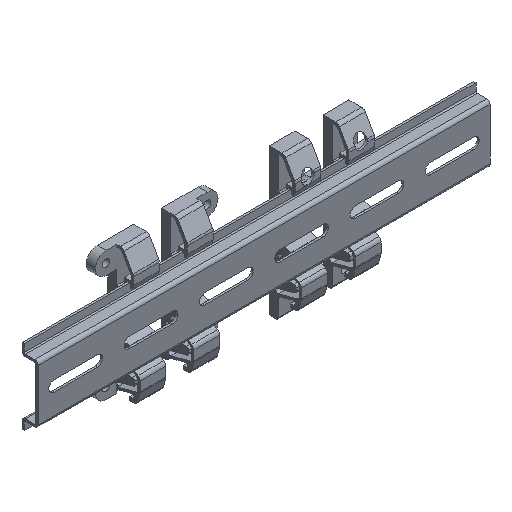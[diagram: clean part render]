
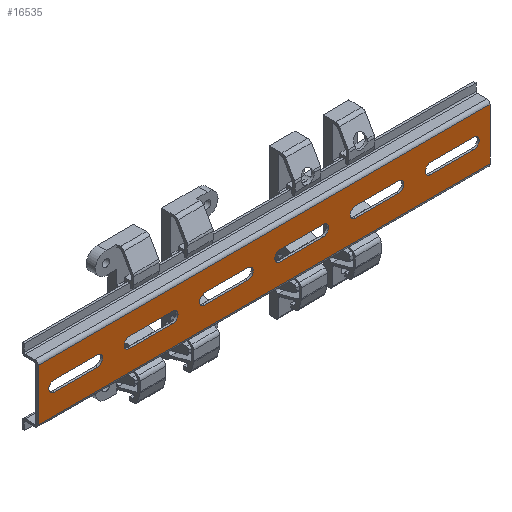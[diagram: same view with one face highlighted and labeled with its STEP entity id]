
A CAD part, isometric view. The second image highlights one B-rep face of the part: STEP entity #16535.
In plain terms, the highlighted face is planar.
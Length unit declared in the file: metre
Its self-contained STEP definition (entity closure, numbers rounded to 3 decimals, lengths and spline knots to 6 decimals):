
#1373=CIRCLE('',#17472,0.0025);
#1374=CIRCLE('',#17473,0.0025);
#1375=CIRCLE('',#17474,0.0025);
#1376=CIRCLE('',#17475,0.0025);
#1377=CIRCLE('',#17476,0.0025);
#1378=CIRCLE('',#17477,0.0025);
#1379=CIRCLE('',#17478,0.0025);
#1380=CIRCLE('',#17479,0.0025);
#1381=CIRCLE('',#17480,0.0025);
#1382=CIRCLE('',#17481,0.0025);
#1383=CIRCLE('',#17482,0.0025);
#1384=CIRCLE('',#17483,0.0025);
#4909=ORIENTED_EDGE('',*,*,#8305,.T.);
#4910=ORIENTED_EDGE('',*,*,#8306,.F.);
#4911=ORIENTED_EDGE('',*,*,#8307,.F.);
#4912=ORIENTED_EDGE('',*,*,#8308,.T.);
#4913=ORIENTED_EDGE('',*,*,#8309,.F.);
#4914=ORIENTED_EDGE('',*,*,#8310,.F.);
#4915=ORIENTED_EDGE('',*,*,#8311,.T.);
#4916=ORIENTED_EDGE('',*,*,#8312,.T.);
#4917=ORIENTED_EDGE('',*,*,#8313,.F.);
#4918=ORIENTED_EDGE('',*,*,#8314,.F.);
#4919=ORIENTED_EDGE('',*,*,#8315,.T.);
#4920=ORIENTED_EDGE('',*,*,#8316,.T.);
#4921=ORIENTED_EDGE('',*,*,#8317,.F.);
#4922=ORIENTED_EDGE('',*,*,#8318,.F.);
#4923=ORIENTED_EDGE('',*,*,#8319,.T.);
#4924=ORIENTED_EDGE('',*,*,#8320,.T.);
#4925=ORIENTED_EDGE('',*,*,#8321,.F.);
#4926=ORIENTED_EDGE('',*,*,#8322,.F.);
#4927=ORIENTED_EDGE('',*,*,#8323,.T.);
#4928=ORIENTED_EDGE('',*,*,#8324,.T.);
#4929=ORIENTED_EDGE('',*,*,#8325,.F.);
#4930=ORIENTED_EDGE('',*,*,#8326,.F.);
#4931=ORIENTED_EDGE('',*,*,#8327,.T.);
#4932=ORIENTED_EDGE('',*,*,#8328,.T.);
#4933=ORIENTED_EDGE('',*,*,#8329,.T.);
#4934=ORIENTED_EDGE('',*,*,#8330,.F.);
#4935=ORIENTED_EDGE('',*,*,#8331,.F.);
#4936=ORIENTED_EDGE('',*,*,#8332,.T.);
#8305=EDGE_CURVE('',#10367,#10368,#11920,.T.);
#8306=EDGE_CURVE('',#10369,#10368,#11921,.T.);
#8307=EDGE_CURVE('',#10370,#10369,#11922,.T.);
#8308=EDGE_CURVE('',#10370,#10367,#11923,.T.);
#8309=EDGE_CURVE('',#10371,#10372,#11924,.T.);
#8310=EDGE_CURVE('',#10373,#10371,#1373,.T.);
#8311=EDGE_CURVE('',#10373,#10374,#11925,.T.);
#8312=EDGE_CURVE('',#10374,#10372,#1374,.T.);
#8313=EDGE_CURVE('',#10375,#10376,#11926,.T.);
#8314=EDGE_CURVE('',#10377,#10375,#1375,.T.);
#8315=EDGE_CURVE('',#10377,#10378,#11927,.T.);
#8316=EDGE_CURVE('',#10378,#10376,#1376,.T.);
#8317=EDGE_CURVE('',#10379,#10380,#11928,.T.);
#8318=EDGE_CURVE('',#10381,#10379,#1377,.T.);
#8319=EDGE_CURVE('',#10381,#10382,#11929,.T.);
#8320=EDGE_CURVE('',#10382,#10380,#1378,.T.);
#8321=EDGE_CURVE('',#10383,#10384,#11930,.T.);
#8322=EDGE_CURVE('',#10385,#10383,#1379,.T.);
#8323=EDGE_CURVE('',#10385,#10386,#11931,.T.);
#8324=EDGE_CURVE('',#10386,#10384,#1380,.T.);
#8325=EDGE_CURVE('',#10387,#10388,#11932,.T.);
#8326=EDGE_CURVE('',#10389,#10387,#1381,.T.);
#8327=EDGE_CURVE('',#10389,#10390,#11933,.T.);
#8328=EDGE_CURVE('',#10390,#10388,#1382,.T.);
#8329=EDGE_CURVE('',#10391,#10392,#1383,.T.);
#8330=EDGE_CURVE('',#10393,#10392,#11934,.T.);
#8331=EDGE_CURVE('',#10394,#10393,#1384,.T.);
#8332=EDGE_CURVE('',#10394,#10391,#11935,.T.);
#10367=VERTEX_POINT('',#26821);
#10368=VERTEX_POINT('',#26822);
#10369=VERTEX_POINT('',#26824);
#10370=VERTEX_POINT('',#26826);
#10371=VERTEX_POINT('',#26829);
#10372=VERTEX_POINT('',#26830);
#10373=VERTEX_POINT('',#26832);
#10374=VERTEX_POINT('',#26834);
#10375=VERTEX_POINT('',#26837);
#10376=VERTEX_POINT('',#26838);
#10377=VERTEX_POINT('',#26840);
#10378=VERTEX_POINT('',#26842);
#10379=VERTEX_POINT('',#26845);
#10380=VERTEX_POINT('',#26846);
#10381=VERTEX_POINT('',#26848);
#10382=VERTEX_POINT('',#26850);
#10383=VERTEX_POINT('',#26853);
#10384=VERTEX_POINT('',#26854);
#10385=VERTEX_POINT('',#26856);
#10386=VERTEX_POINT('',#26858);
#10387=VERTEX_POINT('',#26861);
#10388=VERTEX_POINT('',#26862);
#10389=VERTEX_POINT('',#26864);
#10390=VERTEX_POINT('',#26866);
#10391=VERTEX_POINT('',#26869);
#10392=VERTEX_POINT('',#26870);
#10393=VERTEX_POINT('',#26872);
#10394=VERTEX_POINT('',#26874);
#11920=LINE('',#26820,#13410);
#11921=LINE('',#26823,#13411);
#11922=LINE('',#26825,#13412);
#11923=LINE('',#26827,#13413);
#11924=LINE('',#26828,#13414);
#11925=LINE('',#26833,#13415);
#11926=LINE('',#26836,#13416);
#11927=LINE('',#26841,#13417);
#11928=LINE('',#26844,#13418);
#11929=LINE('',#26849,#13419);
#11930=LINE('',#26852,#13420);
#11931=LINE('',#26857,#13421);
#11932=LINE('',#26860,#13422);
#11933=LINE('',#26865,#13423);
#11934=LINE('',#26871,#13424);
#11935=LINE('',#26875,#13425);
#13410=VECTOR('',#19990,1.);
#13411=VECTOR('',#19991,1.);
#13412=VECTOR('',#19992,1.);
#13413=VECTOR('',#19993,1.);
#13414=VECTOR('',#19994,1.);
#13415=VECTOR('',#19997,1.);
#13416=VECTOR('',#20000,1.);
#13417=VECTOR('',#20003,1.);
#13418=VECTOR('',#20006,1.);
#13419=VECTOR('',#20009,1.);
#13420=VECTOR('',#20012,1.);
#13421=VECTOR('',#20015,1.);
#13422=VECTOR('',#20018,1.);
#13423=VECTOR('',#20021,1.);
#13424=VECTOR('',#20026,1.);
#13425=VECTOR('',#20029,1.);
#14474=EDGE_LOOP('',(#4909,#4910,#4911,#4912));
#14475=EDGE_LOOP('',(#4913,#4914,#4915,#4916));
#14476=EDGE_LOOP('',(#4917,#4918,#4919,#4920));
#14477=EDGE_LOOP('',(#4921,#4922,#4923,#4924));
#14478=EDGE_LOOP('',(#4925,#4926,#4927,#4928));
#14479=EDGE_LOOP('',(#4929,#4930,#4931,#4932));
#14480=EDGE_LOOP('',(#4933,#4934,#4935,#4936));
#15324=FACE_BOUND('',#14474,.T.);
#15325=FACE_BOUND('',#14475,.T.);
#15326=FACE_BOUND('',#14476,.T.);
#15327=FACE_BOUND('',#14477,.T.);
#15328=FACE_BOUND('',#14478,.T.);
#15329=FACE_BOUND('',#14479,.T.);
#15330=FACE_BOUND('',#14480,.T.);
#15882=PLANE('',#17471);
#16535=ADVANCED_FACE('',(#15324,#15325,#15326,#15327,#15328,#15329,#15330),
#15882,.F.);
#17471=AXIS2_PLACEMENT_3D('',#26819,#19988,#19989);
#17472=AXIS2_PLACEMENT_3D('',#26831,#19995,#19996);
#17473=AXIS2_PLACEMENT_3D('',#26835,#19998,#19999);
#17474=AXIS2_PLACEMENT_3D('',#26839,#20001,#20002);
#17475=AXIS2_PLACEMENT_3D('',#26843,#20004,#20005);
#17476=AXIS2_PLACEMENT_3D('',#26847,#20007,#20008);
#17477=AXIS2_PLACEMENT_3D('',#26851,#20010,#20011);
#17478=AXIS2_PLACEMENT_3D('',#26855,#20013,#20014);
#17479=AXIS2_PLACEMENT_3D('',#26859,#20016,#20017);
#17480=AXIS2_PLACEMENT_3D('',#26863,#20019,#20020);
#17481=AXIS2_PLACEMENT_3D('',#26867,#20022,#20023);
#17482=AXIS2_PLACEMENT_3D('',#26868,#20024,#20025);
#17483=AXIS2_PLACEMENT_3D('',#26873,#20027,#20028);
#19988=DIRECTION('',(0.,0.,-1.));
#19989=DIRECTION('',(-1.,0.,0.));
#19990=DIRECTION('',(1.,0.,0.));
#19991=DIRECTION('',(0.,-1.,0.));
#19992=DIRECTION('',(1.,0.,0.));
#19993=DIRECTION('',(0.,-1.,0.));
#19994=DIRECTION('',(0.,1.,0.));
#19995=DIRECTION('',(0.,0.,1.));
#19996=DIRECTION('',(1.,0.,0.));
#19997=DIRECTION('',(0.,1.,0.));
#19998=DIRECTION('',(0.,0.,-1.));
#19999=DIRECTION('',(1.,0.,0.));
#20000=DIRECTION('',(0.,1.,0.));
#20001=DIRECTION('',(0.,0.,1.));
#20002=DIRECTION('',(1.,0.,0.));
#20003=DIRECTION('',(0.,1.,0.));
#20004=DIRECTION('',(0.,0.,-1.));
#20005=DIRECTION('',(1.,0.,0.));
#20006=DIRECTION('',(0.,1.,0.));
#20007=DIRECTION('',(0.,0.,1.));
#20008=DIRECTION('',(1.,0.,0.));
#20009=DIRECTION('',(0.,1.,0.));
#20010=DIRECTION('',(0.,0.,-1.));
#20011=DIRECTION('',(1.,0.,0.));
#20012=DIRECTION('',(0.,1.,0.));
#20013=DIRECTION('',(0.,0.,1.));
#20014=DIRECTION('',(1.,0.,0.));
#20015=DIRECTION('',(0.,1.,0.));
#20016=DIRECTION('',(0.,0.,-1.));
#20017=DIRECTION('',(1.,0.,0.));
#20018=DIRECTION('',(0.,1.,0.));
#20019=DIRECTION('',(0.,0.,1.));
#20020=DIRECTION('',(1.,0.,0.));
#20021=DIRECTION('',(0.,1.,0.));
#20022=DIRECTION('',(0.,0.,-1.));
#20023=DIRECTION('',(1.,0.,0.));
#20024=DIRECTION('',(0.,0.,-1.));
#20025=DIRECTION('',(1.,0.,0.));
#20026=DIRECTION('',(0.,1.,0.));
#20027=DIRECTION('',(0.,0.,1.));
#20028=DIRECTION('',(1.,0.,0.));
#20029=DIRECTION('',(0.,1.,0.));
#26819=CARTESIAN_POINT('',(0.,0.21,0.001));
#26820=CARTESIAN_POINT('',(0.,0.,0.001));
#26821=CARTESIAN_POINT('',(-0.012,0.,0.001));
#26822=CARTESIAN_POINT('',(0.012,0.,0.001));
#26823=CARTESIAN_POINT('',(0.012,0.21,0.001));
#26824=CARTESIAN_POINT('',(0.012,0.21,0.001));
#26825=CARTESIAN_POINT('',(0.,0.21,0.001));
#26826=CARTESIAN_POINT('',(-0.012,0.21,0.001));
#26827=CARTESIAN_POINT('',(-0.012,0.21,0.001));
#26828=CARTESIAN_POINT('',(0.0025,0.1925,0.001));
#26829=CARTESIAN_POINT('',(0.0025,0.1825,0.001));
#26830=CARTESIAN_POINT('',(0.0025,0.2025,0.001));
#26831=CARTESIAN_POINT('',(0.,0.1825,0.001));
#26832=CARTESIAN_POINT('',(-0.0025,0.1825,0.001));
#26833=CARTESIAN_POINT('',(-0.0025,0.1925,0.001));
#26834=CARTESIAN_POINT('',(-0.0025,0.2025,0.001));
#26835=CARTESIAN_POINT('',(0.,0.2025,0.001));
#26836=CARTESIAN_POINT('',(0.0025,0.1575,0.001));
#26837=CARTESIAN_POINT('',(0.0025,0.1475,0.001));
#26838=CARTESIAN_POINT('',(0.0025,0.1675,0.001));
#26839=CARTESIAN_POINT('',(0.,0.1475,0.001));
#26840=CARTESIAN_POINT('',(-0.0025,0.1475,0.001));
#26841=CARTESIAN_POINT('',(-0.0025,0.1575,0.001));
#26842=CARTESIAN_POINT('',(-0.0025,0.1675,0.001));
#26843=CARTESIAN_POINT('',(0.,0.1675,0.001));
#26844=CARTESIAN_POINT('',(0.0025,0.1225,0.001));
#26845=CARTESIAN_POINT('',(0.0025,0.1125,0.001));
#26846=CARTESIAN_POINT('',(0.0025,0.1325,0.001));
#26847=CARTESIAN_POINT('',(0.,0.1125,0.001));
#26848=CARTESIAN_POINT('',(-0.0025,0.1125,0.001));
#26849=CARTESIAN_POINT('',(-0.0025,0.1225,0.001));
#26850=CARTESIAN_POINT('',(-0.0025,0.1325,0.001));
#26851=CARTESIAN_POINT('',(0.,0.1325,0.001));
#26852=CARTESIAN_POINT('',(0.0025,0.0875,0.001));
#26853=CARTESIAN_POINT('',(0.0025,0.0775,0.001));
#26854=CARTESIAN_POINT('',(0.0025,0.0975,0.001));
#26855=CARTESIAN_POINT('',(0.,0.0775,0.001));
#26856=CARTESIAN_POINT('',(-0.0025,0.0775,0.001));
#26857=CARTESIAN_POINT('',(-0.0025,0.0875,0.001));
#26858=CARTESIAN_POINT('',(-0.0025,0.0975,0.001));
#26859=CARTESIAN_POINT('',(0.,0.0975,0.001));
#26860=CARTESIAN_POINT('',(0.0025,0.0525,0.001));
#26861=CARTESIAN_POINT('',(0.0025,0.0425,0.001));
#26862=CARTESIAN_POINT('',(0.0025,0.0625,0.001));
#26863=CARTESIAN_POINT('',(0.,0.0425,0.001));
#26864=CARTESIAN_POINT('',(-0.0025,0.0425,0.001));
#26865=CARTESIAN_POINT('',(-0.0025,0.0525,0.001));
#26866=CARTESIAN_POINT('',(-0.0025,0.0625,0.001));
#26867=CARTESIAN_POINT('',(0.,0.0625,0.001));
#26868=CARTESIAN_POINT('',(0.,0.0275,0.001));
#26869=CARTESIAN_POINT('',(-0.0025,0.0275,0.001));
#26870=CARTESIAN_POINT('',(0.0025,0.0275,0.001));
#26871=CARTESIAN_POINT('',(0.0025,0.0175,0.001));
#26872=CARTESIAN_POINT('',(0.0025,0.0075,0.001));
#26873=CARTESIAN_POINT('',(0.,0.0075,0.001));
#26874=CARTESIAN_POINT('',(-0.0025,0.0075,0.001));
#26875=CARTESIAN_POINT('',(-0.0025,0.0175,0.001));
